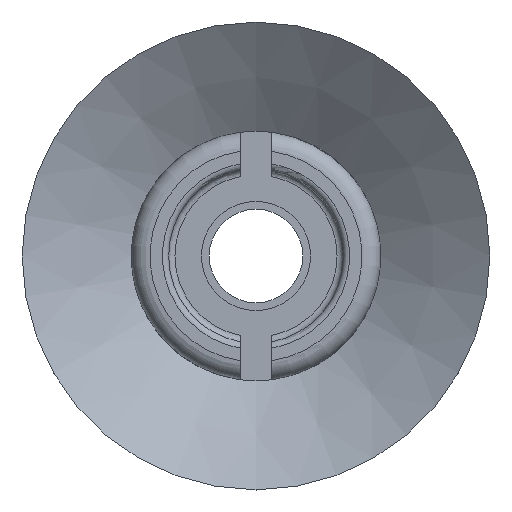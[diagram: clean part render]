
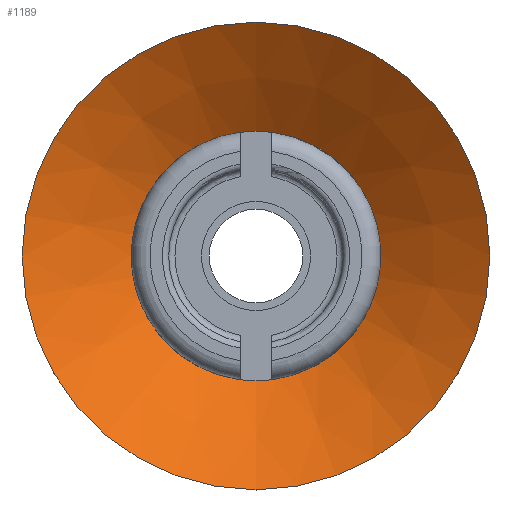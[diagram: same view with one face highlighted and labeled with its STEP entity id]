
A CAD part, front view. The second image highlights one B-rep face of the part: STEP entity #1189.
In plain terms, the highlighted conical face has half-angle 55 degrees and reference radius 4 mm.
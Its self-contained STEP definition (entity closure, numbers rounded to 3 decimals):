
#26=CONICAL_SURFACE('',#1281,4.,0.96);
#148=CIRCLE('',#1246,4.);
#167=CIRCLE('',#1282,7.5);
#284=ORIENTED_EDGE('',*,*,#479,.T.);
#285=ORIENTED_EDGE('',*,*,#428,.F.);
#428=EDGE_CURVE('',#526,#526,#148,.T.);
#479=EDGE_CURVE('',#559,#559,#167,.T.);
#526=VERTEX_POINT('',#1677);
#559=VERTEX_POINT('',#1814);
#632=EDGE_LOOP('',(#284));
#633=EDGE_LOOP('',(#285));
#712=FACE_BOUND('',#632,.T.);
#713=FACE_BOUND('',#633,.T.);
#1189=ADVANCED_FACE('',(#712,#713),#26,.F.);
#1246=AXIS2_PLACEMENT_3D('',#1676,#1383,#1384);
#1281=AXIS2_PLACEMENT_3D('',#1812,#1473,#1474);
#1282=AXIS2_PLACEMENT_3D('',#1813,#1475,#1476);
#1383=DIRECTION('',(0.,-1.,0.));
#1384=DIRECTION('',(0.,0.,-1.));
#1473=DIRECTION('',(0.,-1.,0.));
#1474=DIRECTION('',(0.,0.,-1.));
#1475=DIRECTION('',(0.,-1.,0.));
#1476=DIRECTION('',(0.,0.,-1.));
#1676=CARTESIAN_POINT('',(0.,2.451,0.));
#1677=CARTESIAN_POINT('',(0.,2.451,-4.));
#1812=CARTESIAN_POINT('',(0.,2.451,0.));
#1813=CARTESIAN_POINT('',(0.,0.,0.));
#1814=CARTESIAN_POINT('',(0.,0.,-7.5));
